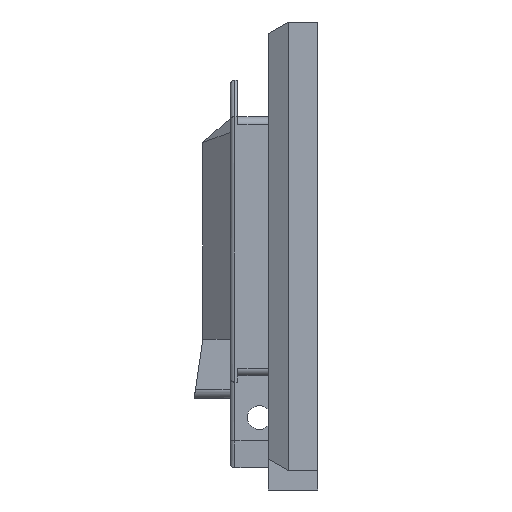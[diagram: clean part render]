
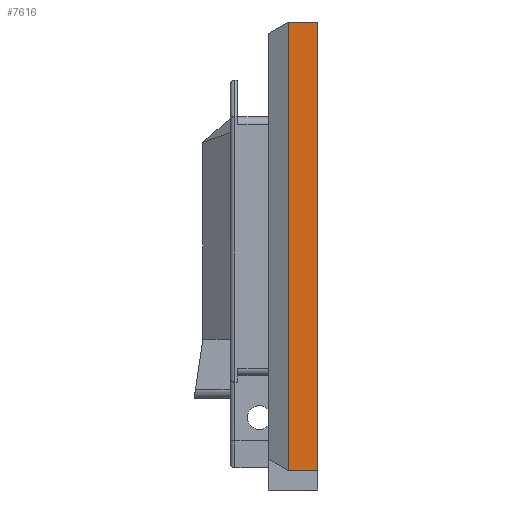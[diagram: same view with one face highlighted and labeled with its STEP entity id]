
A CAD part, left-side view. The second image highlights one B-rep face of the part: STEP entity #7616.
In plain terms, the highlighted planar face has unit normal (-1, 0, 0).
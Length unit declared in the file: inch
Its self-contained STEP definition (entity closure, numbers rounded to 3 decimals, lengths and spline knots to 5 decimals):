
#504 = CARTESIAN_POINT ( 'NONE',  ( 0.25332, 2.70421, 4.36311 ) ) ;
#553 = EDGE_CURVE ( 'NONE', #8922, #1852, #3327, .T. ) ;
#669 = EDGE_CURVE ( 'NONE', #5554, #8922, #1523, .T. ) ;
#769 = CARTESIAN_POINT ( 'NONE',  ( 0.25332, 2.70421, 4.36311 ) ) ;
#798 = DIRECTION ( 'NONE',  ( 0., -1., 0. ) ) ;
#1066 = VECTOR ( 'NONE', #8716, 39.37008 ) ;
#1267 = DIRECTION ( 'NONE',  ( 0., -1., 0. ) ) ;
#1523 = LINE ( 'NONE', #3600, #2476 ) ;
#1662 = ORIENTED_EDGE ( 'NONE', *, *, #5459, .F. ) ;
#1852 = VERTEX_POINT ( 'NONE', #2726 ) ;
#1946 = EDGE_LOOP ( 'NONE', ( #4741, #1662, #4040, #4521 ) ) ;
#2179 = DIRECTION ( 'NONE',  ( 1., 0., 0. ) ) ;
#2476 = VECTOR ( 'NONE', #798, 39.37008 ) ;
#2534 = AXIS2_PLACEMENT_3D ( 'NONE', #769, #2179, #7163 ) ;
#2700 = CARTESIAN_POINT ( 'NONE',  ( 0.25332, 2.70421, 4.36311 ) ) ;
#2726 = CARTESIAN_POINT ( 'NONE',  ( 0.25332, 2.51521, 4.36311 ) ) ;
#3327 = LINE ( 'NONE', #4831, #4572 ) ;
#3600 = CARTESIAN_POINT ( 'NONE',  ( 0.25332, 2.70421, 1.48811 ) ) ;
#4040 = ORIENTED_EDGE ( 'NONE', *, *, #5877, .F. ) ;
#4285 = PLANE ( 'NONE',  #2534 ) ;
#4417 = LINE ( 'NONE', #5868, #1066 ) ;
#4521 = ORIENTED_EDGE ( 'NONE', *, *, #669, .T. ) ;
#4572 = VECTOR ( 'NONE', #8350, 39.37008 ) ;
#4653 = VECTOR ( 'NONE', #1267, 39.37008 ) ;
#4741 = ORIENTED_EDGE ( 'NONE', *, *, #553, .T. ) ;
#4793 = CARTESIAN_POINT ( 'NONE',  ( 0.25332, 2.51521, 1.48811 ) ) ;
#4831 = CARTESIAN_POINT ( 'NONE',  ( 0.25332, 2.51521, 4.36311 ) ) ;
#5459 = EDGE_CURVE ( 'NONE', #8831, #1852, #6944, .T. ) ;
#5554 = VERTEX_POINT ( 'NONE', #7224 ) ;
#5868 = CARTESIAN_POINT ( 'NONE',  ( 0.25332, 2.70421, 4.36311 ) ) ;
#5877 = EDGE_CURVE ( 'NONE', #5554, #8831, #4417, .T. ) ;
#6495 = FACE_OUTER_BOUND ( 'NONE', #1946, .T. ) ;
#6944 = LINE ( 'NONE', #504, #4653 ) ;
#7163 = DIRECTION ( 'NONE',  ( 0., 0., -1. ) ) ;
#7224 = CARTESIAN_POINT ( 'NONE',  ( 0.25332, 2.70421, 1.48811 ) ) ;
#7616 = ADVANCED_FACE ( 'NONE', ( #6495 ), #4285, .F. ) ;
#8350 = DIRECTION ( 'NONE',  ( 0., 0., 1. ) ) ;
#8716 = DIRECTION ( 'NONE',  ( 0., 0., 1. ) ) ;
#8831 = VERTEX_POINT ( 'NONE', #2700 ) ;
#8922 = VERTEX_POINT ( 'NONE', #4793 ) ;
